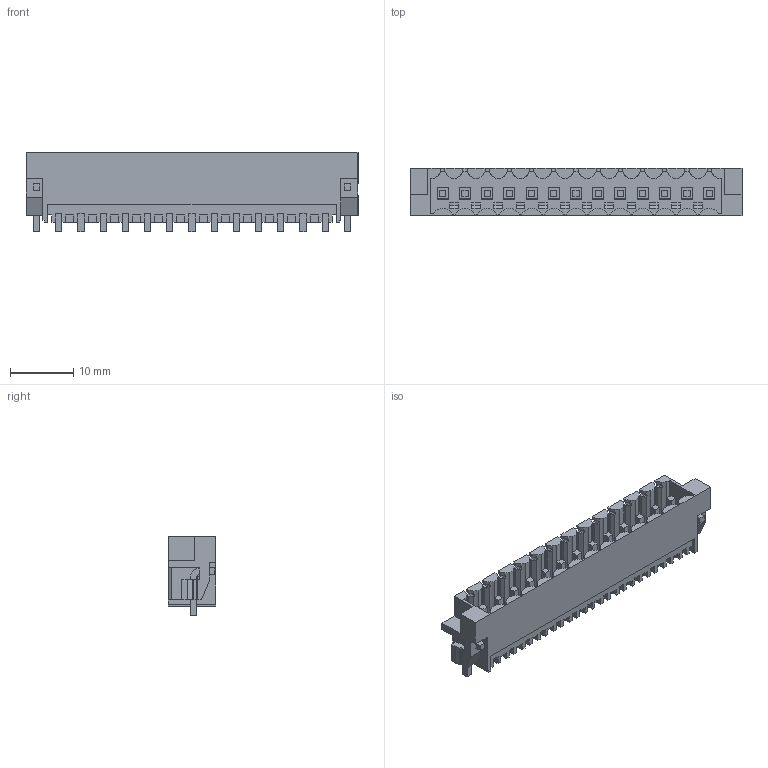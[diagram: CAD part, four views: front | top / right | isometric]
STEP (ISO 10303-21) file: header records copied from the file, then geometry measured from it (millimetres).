
FILE_DESCRIPTION(('CATIA V5 STEP Exchange','CAx-IF Rec.Pracs.--- Model Styling and Organization---1.2---2011-12-15'),'2;1');
FILE_NAME ('D1450768_0_1291420000_1291420000.stp','2018-03-13T15:50:18+00:00',('none'),('Weidmueller'),'CATIA Version 5-6 Release 2014','CATIA V5 STEP AP214','none');
FILE_SCHEMA(('AUTOMOTIVE_DESIGN { 1 0 10303 214 1 1 1 1 }'));
Length unit declared in the file: millimetre
Products named in the file (1): 1291420000
Bounding box: 52.35 x 7.45 x 12.55 mm (x, y, z)
Volume: 1693.8 mm3; surface area: 4663 mm2
Topology: 16 solids, 16 shells, 1054 faces, 3114 edges, 2115 vertices
Faces by surface type: plane 955, cylinder 99
Entity records: 33417 total; most frequent: ORIENTED_EDGE 6228, CARTESIAN_POINT 6193, DIRECTION 4174, EDGE_CURVE 3114, VECTOR 2864, LINE 2864, VERTEX_POINT 2115, EDGE_LOOP 1107
